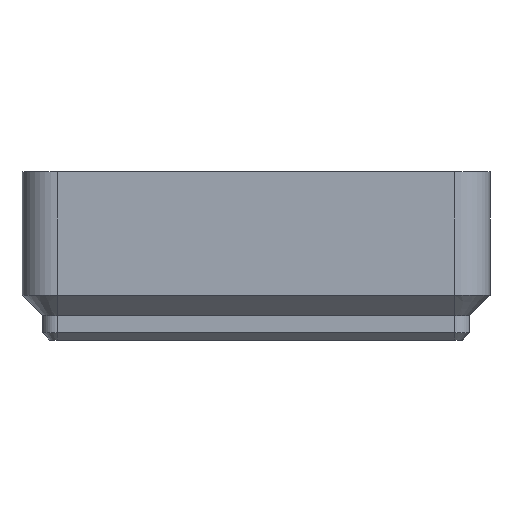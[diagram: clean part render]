
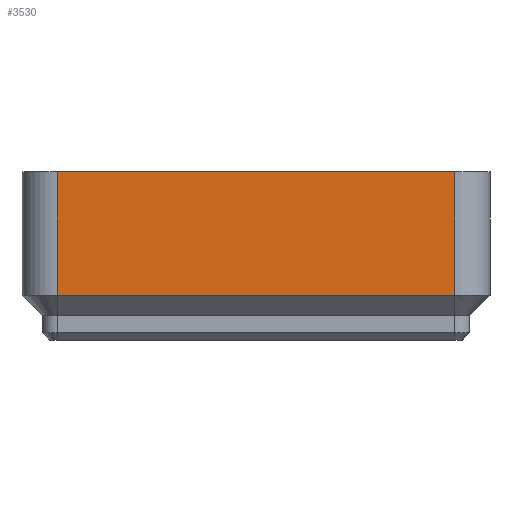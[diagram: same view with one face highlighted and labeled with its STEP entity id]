
A CAD part, front view. The second image highlights one B-rep face of the part: STEP entity #3530.
In plain terms, the highlighted planar face has unit normal (0, -1, 0).
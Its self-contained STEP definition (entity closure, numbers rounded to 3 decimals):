
#204=PLANE('',#3866);
#404=FACE_OUTER_BOUND('',#618,.T.);
#618=EDGE_LOOP('',(#3193,#3194,#3195,#3196));
#833=LINE('',#5426,#1203);
#981=LINE('',#5851,#1351);
#983=LINE('',#5856,#1353);
#985=LINE('',#5859,#1355);
#1203=VECTOR('',#4329,10.);
#1351=VECTOR('',#4795,10.);
#1353=VECTOR('',#4801,10.);
#1355=VECTOR('',#4805,10.);
#1668=VERTEX_POINT('',#5419);
#1670=VERTEX_POINT('',#5425);
#1778=VERTEX_POINT('',#5848);
#1779=VERTEX_POINT('',#5850);
#2040=EDGE_CURVE('',#1668,#1670,#833,.T.);
#2250=EDGE_CURVE('',#1779,#1778,#981,.T.);
#2253=EDGE_CURVE('',#1778,#1670,#983,.T.);
#2255=EDGE_CURVE('',#1668,#1779,#985,.T.);
#3193=ORIENTED_EDGE('',*,*,#2255,.T.);
#3194=ORIENTED_EDGE('',*,*,#2250,.T.);
#3195=ORIENTED_EDGE('',*,*,#2253,.T.);
#3196=ORIENTED_EDGE('',*,*,#2040,.F.);
#3530=ADVANCED_FACE('',(#404),#204,.T.);
#3866=AXIS2_PLACEMENT_3D('',#5867,#4817,#4818);
#4329=DIRECTION('',(-1.,0.,0.));
#4795=DIRECTION('',(-1.,0.,0.));
#4801=DIRECTION('',(0.,0.,-1.));
#4805=DIRECTION('',(0.,0.,1.));
#4817=DIRECTION('center_axis',(0.,-1.,0.));
#4818=DIRECTION('ref_axis',(1.,0.,0.));
#5419=CARTESIAN_POINT('',(45.75,0.,-0.25));
#5425=CARTESIAN_POINT('',(3.75,0.,-0.25));
#5426=CARTESIAN_POINT('',(41.5,0.,-0.25));
#5848=CARTESIAN_POINT('',(3.75,0.,12.8));
#5850=CARTESIAN_POINT('',(45.75,0.,12.8));
#5851=CARTESIAN_POINT('',(12.375,0.,12.8));
#5856=CARTESIAN_POINT('',(3.75,0.,0.));
#5859=CARTESIAN_POINT('',(45.75,0.,0.));
#5867=CARTESIAN_POINT('Origin',(0.,0.,0.));
